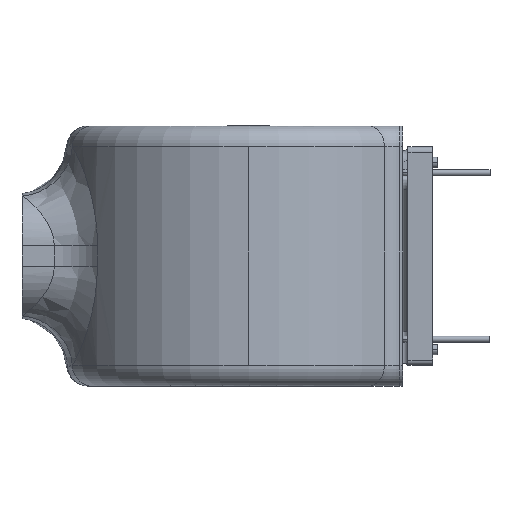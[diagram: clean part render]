
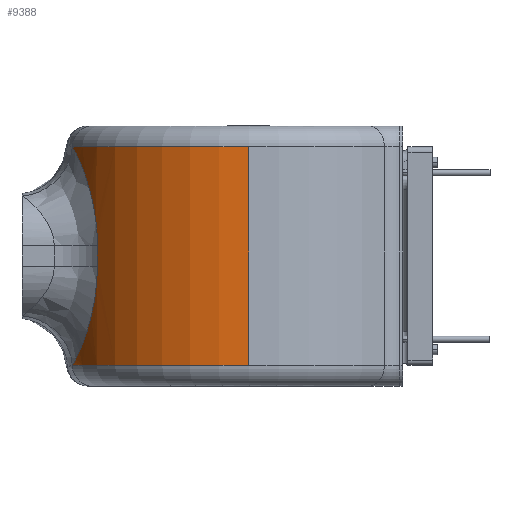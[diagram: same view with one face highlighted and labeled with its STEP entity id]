
A CAD part, left-side view. The second image highlights one B-rep face of the part: STEP entity #9388.
In plain terms, the highlighted cylindrical face has radius 17.5 mm (diameter 35 mm), a partial arc.
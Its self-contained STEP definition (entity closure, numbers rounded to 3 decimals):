
#61 = CARTESIAN_POINT ( 'NONE',  ( -6.006, 16.442, -9.547 ) ) ;
#216 = CARTESIAN_POINT ( 'NONE',  ( -9.722, 14.551, 1.991 ) ) ;
#542 = CIRCLE ( 'NONE', #13829, 17.5 ) ;
#558 = CARTESIAN_POINT ( 'NONE',  ( -9.722, 14.551, 1. ) ) ;
#1276 = DIRECTION ( 'NONE',  ( 0., 0., 1. ) ) ;
#1517 = ORIENTED_EDGE ( 'NONE', *, *, #4643, .T. ) ;
#1753 = EDGE_CURVE ( 'NONE', #17099, #26259, #3133, .T. ) ;
#1767 = CARTESIAN_POINT ( 'NONE',  ( -4.373, 16.945, 10.5 ) ) ;
#2290 = CARTESIAN_POINT ( 'NONE',  ( -9.722, 14.551, -1.991 ) ) ;
#2298 = CARTESIAN_POINT ( 'NONE',  ( -9.722, 14.551, 12.5 ) ) ;
#3133 = B_SPLINE_CURVE_WITH_KNOTS ( 'NONE', 3,
 ( #16709, #24500, #6627, #8680, #10340, #8405, #10680, #22544, #12371, #10423, #216, #558 ),
 .UNSPECIFIED., .F., .F.,
 ( 4, 2, 2, 2, 2, 4 ),
 ( 0., 0.002, 0.003, 0.006, 0.009, 0.012 ),
 .UNSPECIFIED. ) ;
#3212 = CARTESIAN_POINT ( 'NONE',  ( 0., 0., -10.5 ) ) ;
#3315 = VERTEX_POINT ( 'NONE', #11785 ) ;
#4014 = CIRCLE ( 'NONE', #13218, 17.5 ) ;
#4020 = LINE ( 'NONE', #2298, #5322 ) ;
#4101 = ORIENTED_EDGE ( 'NONE', *, *, #7230, .T. ) ;
#4466 = CARTESIAN_POINT ( 'NONE',  ( -17.5, 0., 12.5 ) ) ;
#4643 = EDGE_CURVE ( 'NONE', #3315, #16925, #542, .T. ) ;
#5322 = VECTOR ( 'NONE', #22299, 1000. ) ;
#5424 = DIRECTION ( 'NONE',  ( 1., 0., 0. ) ) ;
#5575 = CARTESIAN_POINT ( 'NONE',  ( 0., 0., 12.5 ) ) ;
#5829 = EDGE_CURVE ( 'NONE', #19234, #16925, #23906, .T. ) ;
#6060 = FACE_OUTER_BOUND ( 'NONE', #16932, .T. ) ;
#6203 = CARTESIAN_POINT ( 'NONE',  ( -5.232, 16.705, -10.08 ) ) ;
#6368 = CARTESIAN_POINT ( 'NONE',  ( -7.928, 15.61, -7.471 ) ) ;
#6627 = CARTESIAN_POINT ( 'NONE',  ( -5.232, 16.705, 10.08 ) ) ;
#7230 = EDGE_CURVE ( 'NONE', #19234, #17099, #4014, .T. ) ;
#7431 = EDGE_CURVE ( 'NONE', #26259, #24392, #4020, .T. ) ;
#7627 = DIRECTION ( 'NONE',  ( -1., 0., 0. ) ) ;
#7894 = ORIENTED_EDGE ( 'NONE', *, *, #20490, .T. ) ;
#8405 = CARTESIAN_POINT ( 'NONE',  ( -7.379, 15.885, 8.237 ) ) ;
#8578 = DIRECTION ( 'NONE',  ( 0., 0., -1. ) ) ;
#8680 = CARTESIAN_POINT ( 'NONE',  ( -6.006, 16.442, 9.547 ) ) ;
#9388 = ADVANCED_FACE ( 'NONE', ( #6060 ), #19374, .T. ) ;
#10062 = CARTESIAN_POINT ( 'NONE',  ( -17.5, 0., 10.5 ) ) ;
#10085 = CARTESIAN_POINT ( 'NONE',  ( -8.826, 15.12, -5.773 ) ) ;
#10269 = CARTESIAN_POINT ( 'NONE',  ( -9.158, 14.915, -4.87 ) ) ;
#10340 = CARTESIAN_POINT ( 'NONE',  ( -6.368, 16.305, 9.244 ) ) ;
#10423 = CARTESIAN_POINT ( 'NONE',  ( -9.61, 14.628, 2.963 ) ) ;
#10561 = VECTOR ( 'NONE', #8578, 1000. ) ;
#10680 = CARTESIAN_POINT ( 'NONE',  ( -7.928, 15.61, 7.471 ) ) ;
#11441 = DIRECTION ( 'NONE',  ( 1., 0., 0. ) ) ;
#11785 = CARTESIAN_POINT ( 'NONE',  ( -4.373, 16.945, -10.5 ) ) ;
#12371 = CARTESIAN_POINT ( 'NONE',  ( -9.158, 14.915, 4.87 ) ) ;
#12667 = CARTESIAN_POINT ( 'NONE',  ( -17.5, 0., -10.5 ) ) ;
#12995 = ORIENTED_EDGE ( 'NONE', *, *, #7431, .T. ) ;
#13218 = AXIS2_PLACEMENT_3D ( 'NONE', #19555, #19456, #5424 ) ;
#13829 = AXIS2_PLACEMENT_3D ( 'NONE', #3212, #1276, #11441 ) ;
#14348 = ORIENTED_EDGE ( 'NONE', *, *, #1753, .T. ) ;
#14535 = CARTESIAN_POINT ( 'NONE',  ( -7.379, 15.885, -8.237 ) ) ;
#16709 = CARTESIAN_POINT ( 'NONE',  ( -4.373, 16.945, 10.5 ) ) ;
#16925 = VERTEX_POINT ( 'NONE', #12667 ) ;
#16932 = EDGE_LOOP ( 'NONE', ( #23240, #4101, #14348, #12995, #7894, #1517 ) ) ;
#17097 = B_SPLINE_CURVE_WITH_KNOTS ( 'NONE', 3,
 ( #18416, #2290, #22203, #10269, #10085, #6368, #14535, #26251, #61, #6203, #22377, #24425 ),
 .UNSPECIFIED., .F., .F.,
 ( 4, 2, 2, 2, 2, 4 ),
 ( 0., 0.003, 0.006, 0.009, 0.01, 0.012 ),
 .UNSPECIFIED. ) ;
#17099 = VERTEX_POINT ( 'NONE', #1767 ) ;
#18416 = CARTESIAN_POINT ( 'NONE',  ( -9.722, 14.551, -1. ) ) ;
#19234 = VERTEX_POINT ( 'NONE', #10062 ) ;
#19374 = CYLINDRICAL_SURFACE ( 'NONE', #20302, 17.5 ) ;
#19456 = DIRECTION ( 'NONE',  ( 0., 0., -1. ) ) ;
#19555 = CARTESIAN_POINT ( 'NONE',  ( 0., 0., 10.5 ) ) ;
#20302 = AXIS2_PLACEMENT_3D ( 'NONE', #5575, #26074, #7627 ) ;
#20490 = EDGE_CURVE ( 'NONE', #24392, #3315, #17097, .T. ) ;
#22203 = CARTESIAN_POINT ( 'NONE',  ( -9.61, 14.628, -2.963 ) ) ;
#22299 = DIRECTION ( 'NONE',  ( 0., 0., -1. ) ) ;
#22377 = CARTESIAN_POINT ( 'NONE',  ( -4.819, 16.83, -10.312 ) ) ;
#22544 = CARTESIAN_POINT ( 'NONE',  ( -8.826, 15.12, 5.773 ) ) ;
#23240 = ORIENTED_EDGE ( 'NONE', *, *, #5829, .F. ) ;
#23906 = LINE ( 'NONE', #4466, #10561 ) ;
#24392 = VERTEX_POINT ( 'NONE', #26051 ) ;
#24425 = CARTESIAN_POINT ( 'NONE',  ( -4.373, 16.945, -10.5 ) ) ;
#24500 = CARTESIAN_POINT ( 'NONE',  ( -4.819, 16.83, 10.312 ) ) ;
#25035 = CARTESIAN_POINT ( 'NONE',  ( -9.722, 14.551, 1. ) ) ;
#26051 = CARTESIAN_POINT ( 'NONE',  ( -9.722, 14.551, -1. ) ) ;
#26074 = DIRECTION ( 'NONE',  ( 0., 0., -1. ) ) ;
#26251 = CARTESIAN_POINT ( 'NONE',  ( -6.368, 16.305, -9.244 ) ) ;
#26259 = VERTEX_POINT ( 'NONE', #25035 ) ;
